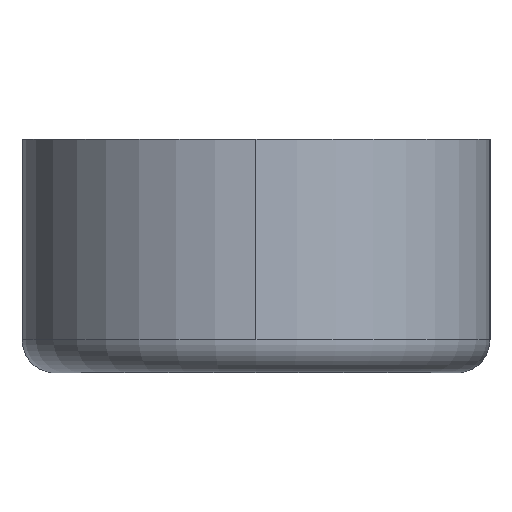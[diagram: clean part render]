
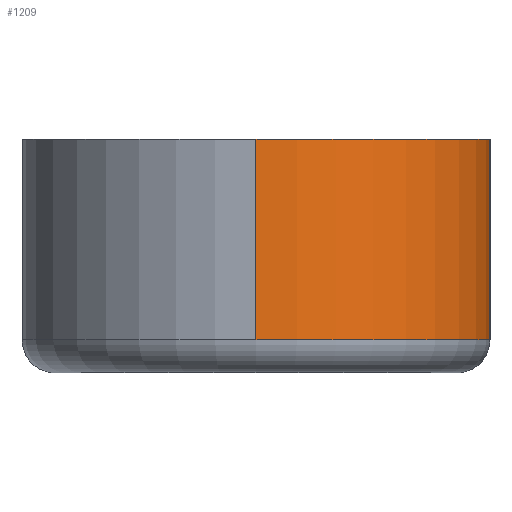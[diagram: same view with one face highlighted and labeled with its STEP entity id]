
A CAD part, left-side view. The second image highlights one B-rep face of the part: STEP entity #1209.
In plain terms, the highlighted cylindrical face has radius 7 mm (diameter 14 mm), a partial arc.
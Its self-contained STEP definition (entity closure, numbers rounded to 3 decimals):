
#22 = EDGE_CURVE ( 'NONE', #1404, #1367, #344, .T. ) ;
#69 = ORIENTED_EDGE ( 'NONE', *, *, #364, .T. ) ;
#149 = AXIS2_PLACEMENT_3D ( 'NONE', #1544, #650, #949 ) ;
#150 = DIRECTION ( 'NONE',  ( 0., 0., -1. ) ) ;
#207 = ORIENTED_EDGE ( 'NONE', *, *, #22, .F. ) ;
#262 = CARTESIAN_POINT ( 'NONE',  ( -42.5, 0., 7. ) ) ;
#279 = CARTESIAN_POINT ( 'NONE',  ( -35.5, -7., 7. ) ) ;
#343 = AXIS2_PLACEMENT_3D ( 'NONE', #1443, #540, #1715 ) ;
#344 = LINE ( 'NONE', #1036, #1033 ) ;
#364 = EDGE_CURVE ( 'NONE', #1217, #1686, #1369, .T. ) ;
#419 = CARTESIAN_POINT ( 'NONE',  ( -35.5, -7., 1. ) ) ;
#422 = CARTESIAN_POINT ( 'NONE',  ( -35.5, 0., 1. ) ) ;
#540 = DIRECTION ( 'NONE',  ( 0., 0., -1. ) ) ;
#546 = DIRECTION ( 'NONE',  ( 0., 0., 1. ) ) ;
#548 = CARTESIAN_POINT ( 'NONE',  ( -42.5, 0., 7. ) ) ;
#571 = CIRCLE ( 'NONE', #149, 7. ) ;
#603 = CARTESIAN_POINT ( 'NONE',  ( -42.5, 0., 1. ) ) ;
#622 = ORIENTED_EDGE ( 'NONE', *, *, #1558, .T. ) ;
#650 = DIRECTION ( 'NONE',  ( 0., 0., 1. ) ) ;
#922 = AXIS2_PLACEMENT_3D ( 'NONE', #422, #546, #1462 ) ;
#949 = DIRECTION ( 'NONE',  ( 1., 0., 0. ) ) ;
#1033 = VECTOR ( 'NONE', #150, 1000. ) ;
#1035 = EDGE_LOOP ( 'NONE', ( #1570, #69, #622, #207 ) ) ;
#1036 = CARTESIAN_POINT ( 'NONE',  ( -35.5, -7., 7. ) ) ;
#1209 = ADVANCED_FACE ( 'NONE', ( #1849 ), #1324, .T. ) ;
#1217 = VERTEX_POINT ( 'NONE', #548 ) ;
#1324 = CYLINDRICAL_SURFACE ( 'NONE', #343, 7. ) ;
#1367 = VERTEX_POINT ( 'NONE', #419 ) ;
#1369 = LINE ( 'NONE', #262, #1867 ) ;
#1404 = VERTEX_POINT ( 'NONE', #279 ) ;
#1417 = CIRCLE ( 'NONE', #922, 7. ) ;
#1443 = CARTESIAN_POINT ( 'NONE',  ( -35.5, 0., 7. ) ) ;
#1446 = DIRECTION ( 'NONE',  ( 0., 0., -1. ) ) ;
#1462 = DIRECTION ( 'NONE',  ( 1., 0., 0. ) ) ;
#1544 = CARTESIAN_POINT ( 'NONE',  ( -35.5, 0., 7. ) ) ;
#1558 = EDGE_CURVE ( 'NONE', #1686, #1367, #1417, .T. ) ;
#1570 = ORIENTED_EDGE ( 'NONE', *, *, #1901, .F. ) ;
#1686 = VERTEX_POINT ( 'NONE', #603 ) ;
#1715 = DIRECTION ( 'NONE',  ( -1., 0., 0. ) ) ;
#1849 = FACE_OUTER_BOUND ( 'NONE', #1035, .T. ) ;
#1867 = VECTOR ( 'NONE', #1446, 1000. ) ;
#1901 = EDGE_CURVE ( 'NONE', #1217, #1404, #571, .T. ) ;
